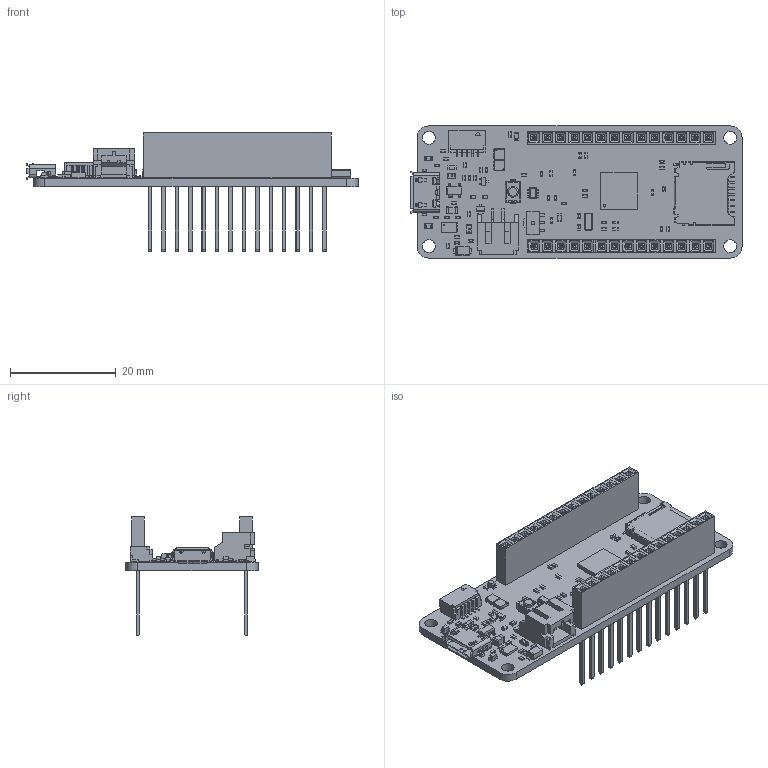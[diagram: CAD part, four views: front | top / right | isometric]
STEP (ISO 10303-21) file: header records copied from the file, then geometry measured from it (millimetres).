
FILE_DESCRIPTION(('FreeCAD Model'),'2;1');
FILE_NAME('Open CASCADE Shape Model','2021-05-08T19:34:16',('Author'),( ''),'Open CASCADE STEP processor 7.5','FreeCAD','Unknown');
FILE_SCHEMA(('AUTOMOTIVE_DESIGN { 1 0 10303 214 1 1 1 1 }'));
Length unit declared in the file: millimetre
Products named in the file (98): MKRZero_V5.0; SOT-523; SOLID; FUSE0603_MF-FSMF020X; COMPOUND; FUSE0603_MF-FSMF020X001; COMPOUND001; SOT-143; SOLID001; L_0603_1608Metric; SOLID002; L_0603_1608Metric001; DFN-8-1EP_3x2mm_P0.5mm_EP1.3x1.5mm; SOLID004; ZX62-AB-5PA; COMPOUND002; LED_0603_1608Metric; SOLID005; LED_0603_1608Metric001; LED_0603_1608Metric002; EQ161-2Pin_3.2x1.5; COMPOUND003; SOT-89-3; SOLID008; Con_1x14_Header_Female_Stackable; COMPOUND004; Con_1x14_Header_Female_Stackable001; COMPOUND005; QFN-48-1EP_7x7mm_P0.5mm_EP5.15x5.15mm; SOLID009; R_0402_1005Metric; SOLID010; R_0402_1005Metric001; R_0402_1005Metric002; R_0402_1005Metric003; R_0402_1005Metric004; R_0402_1005Metric005; R_0402_1005Metric006; R_0402_1005Metric007; R_0402_1005Metric008 ...
Assembly tree (143 placements, depth 3):
  MKRZero_V5.0
    SOT-523
      SOLID
    FUSE0603_MF-FSMF020X
      COMPOUND
    FUSE0603_MF-FSMF020X001
      COMPOUND001
    SOT-143
      SOLID001
    L_0603_1608Metric
      SOLID002
    L_0603_1608Metric001
      SOLID002
    DFN-8-1EP_3x2mm_P0.5mm_EP1.3x1.5mm
      SOLID004
    ZX62-AB-5PA
      COMPOUND002
    LED_0603_1608Metric
      SOLID005
    LED_0603_1608Metric001
      SOLID005
    LED_0603_1608Metric002
      SOLID005
    EQ161-2Pin_3.2x1.5
      COMPOUND003
    SOT-89-3
      SOLID008
    Con_1x14_Header_Female_Stackable
      COMPOUND004
    Con_1x14_Header_Female_Stackable001
      COMPOUND005
    QFN-48-1EP_7x7mm_P0.5mm_EP5.15x5.15mm
      SOLID009
    R_0402_1005Metric
      SOLID010
    R_0402_1005Metric001
      SOLID010
    R_0402_1005Metric002
      SOLID010
    R_0402_1005Metric003
      SOLID010
    R_0402_1005Metric004
      SOLID010
    R_0402_1005Metric005
      SOLID010
    R_0402_1005Metric006
      SOLID010
    R_0402_1005Metric007
      SOLID010
    R_0402_1005Metric008
      SOLID010
    R_0402_1005Metric009
      SOLID010
    R_0402_1005Metric010
      SOLID010
    R_0402_1005Metric011
      SOLID010
    R_0402_1005Metric012
      SOLID010
    R_0402_1005Metric013
Bounding box: 62.83 x 25 x 22.35 mm (x, y, z)
Volume: 4253.5 mm3; surface area: 9992.8 mm2
Topology: 148 solids, 149 shells, 5148 faces, 26167 edges, 58929 vertices
Faces by surface type: plane 3929, cylinder 1104, bspline 71, sphere 20, cone 12, torus 12
Full cylindrical faces by diameter (mm): 0.2 x1, 0.5 x1, 0.7 x1, 1 x28, 2.413 x4
Entity records: 460399 total; most frequent: CARTESIAN_POINT 120513, DIRECTION 51223, LINE 39202, VECTOR 39202, ORIENTED_EDGE 20356, PCURVE 20356, DEFINITIONAL_REPRESENTATION 20356, GEOMETRIC_CURVE_SET 12515
